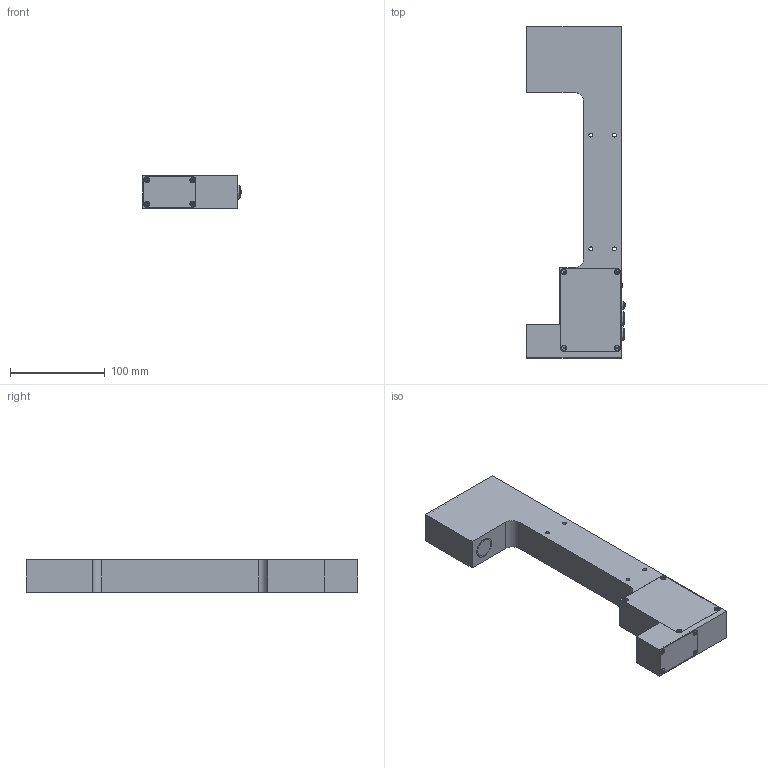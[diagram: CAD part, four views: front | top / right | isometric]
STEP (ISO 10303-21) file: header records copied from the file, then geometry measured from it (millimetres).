
FILE_DESCRIPTION(/* description */ (''),/* implementation_level */ '2;1');
FILE_NAME(/* name */ 'PGSI0302.stp',/* time_stamp */ '2016-10-11T09:13:33+02:00',/* author */ ('mitarbeiter'),/* organization */ (''),/* preprocessor_version */ 'ST-DEVELOPER v15.2',/* originating_system */ 'Autodesk Inventor 2014',/* authorisation */ '');
FILE_SCHEMA (('AUTOMOTIVE_DESIGN { 1 0 10303 214 3 1 1 }'));
Length unit declared in the file: millimetre
Products named in the file (1): PGSI0302
Bounding box: 104 x 350 x 34 mm (x, y, z)
Volume: 738126.4 mm3; surface area: 85648.9 mm2
Topology: 1 solids, 5 shells, 706 faces, 1805 edges, 1183 vertices
Faces by surface type: plane 327, cylinder 302, cone 72, sphere 4, torus 1
Full cylindrical faces by diameter (mm): 0.5 x19, 2.4 x1, 2.5 x12, 2.6 x1, 2.9 x12, 3 x4, 3.1 x4, 4.134 x7, 4.5 x1, 5 x14, 6 x1, 7 x1, 7.05 x1, 7.1 x1, 7.3 x1, 9 x2, 19 x1, 19.1 x1, 22 x1, 22.05 x1, 25 x1
Entity records: 21785 total; most frequent: CARTESIAN_POINT 5915, DIRECTION 3224, ORIENTED_EDGE 3182, EDGE_CURVE 1591, AXIS2_PLACEMENT_3D 1238, VERTEX_POINT 1121, EDGE_LOOP 940, LINE 748
